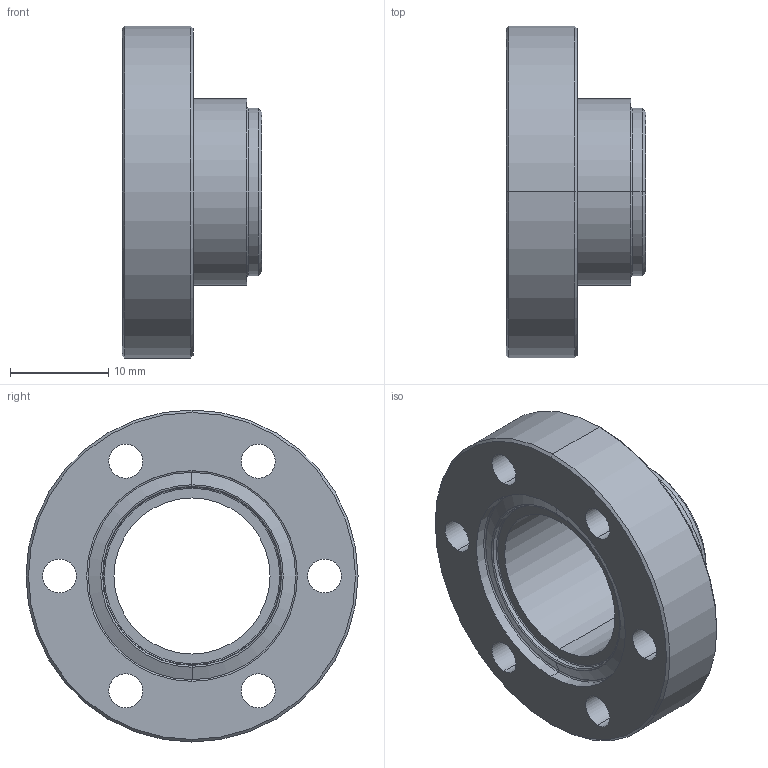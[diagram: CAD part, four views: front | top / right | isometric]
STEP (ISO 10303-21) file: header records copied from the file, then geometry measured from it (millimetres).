
FILE_DESCRIPTION (( 'STEP AP214' ), '1' );
FILE_NAME ('130004.STEP', '2024-02-03T14:05:03', ( '' ), ( '' ), 'SwSTEP 2.0', 'SolidWorks 2022', '' );
FILE_SCHEMA (( 'AUTOMOTIVE_DESIGN' ));
Length unit declared in the file: inch
Products named in the file (1): 130004
Bounding box: 14.22 x 33.78 x 33.78 mm (x, y, z)
Volume: 4975.1 mm3; surface area: 3634.5 mm2
Topology: 1 solids, 1 shells, 45 faces, 102 edges, 62 vertices
Faces by surface type: cylinder 22, cone 10, torus 8, plane 5
Entity records: 1506 total; most frequent: DIRECTION 264, CARTESIAN_POINT 210, ORIENTED_EDGE 204, AXIS2_PLACEMENT_3D 116, EDGE_CURVE 102, CIRCLE 70, VERTEX_POINT 62, EDGE_LOOP 62
